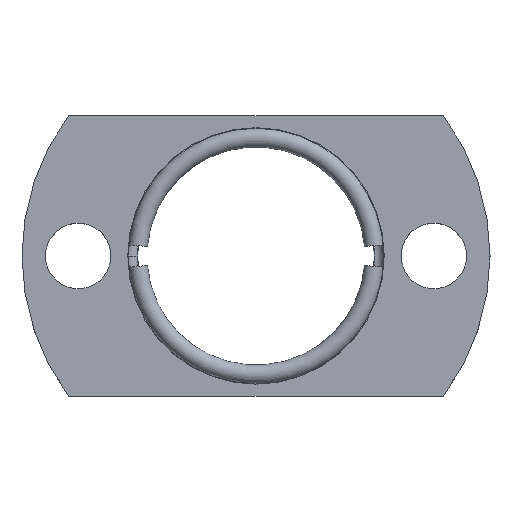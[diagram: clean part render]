
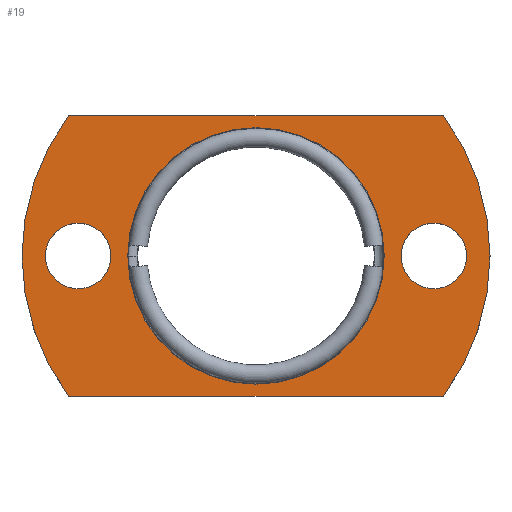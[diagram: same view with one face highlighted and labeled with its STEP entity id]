
A CAD part, top view. The second image highlights one B-rep face of the part: STEP entity #19.
In plain terms, the highlighted planar face has unit normal (0, 0, 1).
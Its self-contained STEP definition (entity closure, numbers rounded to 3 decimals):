
#7 = VERTEX_POINT ( 'NONE', #205 ) ;
#10 = DIRECTION ( 'NONE',  ( 0., 0., 1. ) ) ;
#12 = CIRCLE ( 'NONE', #145, 3.5 ) ;
#13 = CARTESIAN_POINT ( 'NONE',  ( -20., -15., 9.2 ) ) ;
#15 = DIRECTION ( 'NONE',  ( 1., 0., 0. ) ) ;
#19 = ADVANCED_FACE ( 'NONE', ( #528, #501, #905, #304 ), #426, .T. ) ;
#28 = CARTESIAN_POINT ( 'NONE',  ( 22.5, 0., 9.2 ) ) ;
#41 = AXIS2_PLACEMENT_3D ( 'NONE', #515, #84, #601 ) ;
#58 = CARTESIAN_POINT ( 'NONE',  ( 19., 0., 9.2 ) ) ;
#67 = AXIS2_PLACEMENT_3D ( 'NONE', #90, #460, #829 ) ;
#74 = ORIENTED_EDGE ( 'NONE', *, *, #150, .T. ) ;
#80 = AXIS2_PLACEMENT_3D ( 'NONE', #744, #294, #653 ) ;
#84 = DIRECTION ( 'NONE',  ( 0., 0., 1. ) ) ;
#86 = CARTESIAN_POINT ( 'NONE',  ( -19., 0., 9.2 ) ) ;
#87 = CIRCLE ( 'NONE', #41, 13.7 ) ;
#90 = CARTESIAN_POINT ( 'NONE',  ( 0., 0., 9.2 ) ) ;
#91 = VECTOR ( 'NONE', #15, 1000. ) ;
#112 = ORIENTED_EDGE ( 'NONE', *, *, #818, .F. ) ;
#123 = ORIENTED_EDGE ( 'NONE', *, *, #883, .T. ) ;
#130 = ORIENTED_EDGE ( 'NONE', *, *, #576, .F. ) ;
#132 = EDGE_LOOP ( 'NONE', ( #264, #577, #123, #509, #74 ) ) ;
#145 = AXIS2_PLACEMENT_3D ( 'NONE', #58, #796, #336 ) ;
#150 = EDGE_CURVE ( 'NONE', #588, #626, #592, .T. ) ;
#151 = CARTESIAN_POINT ( 'NONE',  ( -20., 15., 9.2 ) ) ;
#159 = ORIENTED_EDGE ( 'NONE', *, *, #443, .F. ) ;
#175 = ORIENTED_EDGE ( 'NONE', *, *, #754, .F. ) ;
#192 = CIRCLE ( 'NONE', #471, 25. ) ;
#193 = AXIS2_PLACEMENT_3D ( 'NONE', #483, #194, #858 ) ;
#194 = DIRECTION ( 'NONE',  ( 0., 0., 1. ) ) ;
#199 = VECTOR ( 'NONE', #217, 1000. ) ;
#205 = CARTESIAN_POINT ( 'NONE',  ( -22.5, 0., 9.2 ) ) ;
#213 = CARTESIAN_POINT ( 'NONE',  ( 20., -15., 9.2 ) ) ;
#217 = DIRECTION ( 'NONE',  ( -1., 0., 0. ) ) ;
#219 = ORIENTED_EDGE ( 'NONE', *, *, #419, .F. ) ;
#221 = VERTEX_POINT ( 'NONE', #314 ) ;
#223 = VERTEX_POINT ( 'NONE', #546 ) ;
#264 = ORIENTED_EDGE ( 'NONE', *, *, #268, .T. ) ;
#267 = VERTEX_POINT ( 'NONE', #845 ) ;
#268 = EDGE_CURVE ( 'NONE', #626, #267, #918, .T. ) ;
#275 = LINE ( 'NONE', #13, #91 ) ;
#294 = DIRECTION ( 'NONE',  ( 0., 0., 1. ) ) ;
#304 = FACE_BOUND ( 'NONE', #634, .T. ) ;
#313 = VERTEX_POINT ( 'NONE', #700 ) ;
#314 = CARTESIAN_POINT ( 'NONE',  ( -20., -15., 9.2 ) ) ;
#331 = EDGE_LOOP ( 'NONE', ( #581, #219 ) ) ;
#336 = DIRECTION ( 'NONE',  ( 1., 0., 0. ) ) ;
#350 = CIRCLE ( 'NONE', #580, 13.7 ) ;
#351 = CARTESIAN_POINT ( 'NONE',  ( 0., 0., 9.2 ) ) ;
#353 = DIRECTION ( 'NONE',  ( 0., 0., 1. ) ) ;
#362 = DIRECTION ( 'NONE',  ( 0., 0., 1. ) ) ;
#419 = EDGE_CURVE ( 'NONE', #506, #7, #809, .T. ) ;
#426 = PLANE ( 'NONE',  #193 ) ;
#428 = DIRECTION ( 'NONE',  ( 1., 0., 0. ) ) ;
#433 = CARTESIAN_POINT ( 'NONE',  ( 19., 0., 9.2 ) ) ;
#443 = EDGE_CURVE ( 'NONE', #475, #554, #12, .T. ) ;
#460 = DIRECTION ( 'NONE',  ( 0., 0., 1. ) ) ;
#465 = CARTESIAN_POINT ( 'NONE',  ( -15.5, 0., 9.2 ) ) ;
#471 = AXIS2_PLACEMENT_3D ( 'NONE', #351, #877, #428 ) ;
#475 = VERTEX_POINT ( 'NONE', #28 ) ;
#483 = CARTESIAN_POINT ( 'NONE',  ( 0., 0., 9.2 ) ) ;
#501 = FACE_BOUND ( 'NONE', #331, .T. ) ;
#506 = VERTEX_POINT ( 'NONE', #465 ) ;
#507 = DIRECTION ( 'NONE',  ( 1., 0., 0. ) ) ;
#508 = CARTESIAN_POINT ( 'NONE',  ( 15.5, 0., 9.2 ) ) ;
#509 = ORIENTED_EDGE ( 'NONE', *, *, #873, .T. ) ;
#515 = CARTESIAN_POINT ( 'NONE',  ( 0., 0., 9.2 ) ) ;
#528 = FACE_BOUND ( 'NONE', #721, .T. ) ;
#543 = DIRECTION ( 'NONE',  ( 0., 0., 1. ) ) ;
#546 = CARTESIAN_POINT ( 'NONE',  ( -13.7, 0., 9.2 ) ) ;
#554 = VERTEX_POINT ( 'NONE', #508 ) ;
#576 = EDGE_CURVE ( 'NONE', #313, #223, #87, .T. ) ;
#577 = ORIENTED_EDGE ( 'NONE', *, *, #718, .T. ) ;
#580 = AXIS2_PLACEMENT_3D ( 'NONE', #803, #353, #878 ) ;
#581 = ORIENTED_EDGE ( 'NONE', *, *, #583, .F. ) ;
#583 = EDGE_CURVE ( 'NONE', #7, #506, #850, .T. ) ;
#588 = VERTEX_POINT ( 'NONE', #671 ) ;
#592 = LINE ( 'NONE', #151, #199 ) ;
#601 = DIRECTION ( 'NONE',  ( 1., 0., 0. ) ) ;
#626 = VERTEX_POINT ( 'NONE', #897 ) ;
#634 = EDGE_LOOP ( 'NONE', ( #112, #159 ) ) ;
#653 = DIRECTION ( 'NONE',  ( 1., 0., 0. ) ) ;
#671 = CARTESIAN_POINT ( 'NONE',  ( 20., 15., 9.2 ) ) ;
#681 = CIRCLE ( 'NONE', #925, 25. ) ;
#696 = DIRECTION ( 'NONE',  ( 1., 0., 0. ) ) ;
#700 = CARTESIAN_POINT ( 'NONE',  ( 13.7, 0., 9.2 ) ) ;
#718 = EDGE_CURVE ( 'NONE', #267, #221, #192, .T. ) ;
#721 = EDGE_LOOP ( 'NONE', ( #130, #175 ) ) ;
#722 = AXIS2_PLACEMENT_3D ( 'NONE', #433, #10, #507 ) ;
#744 = CARTESIAN_POINT ( 'NONE',  ( -19., 0., 9.2 ) ) ;
#754 = EDGE_CURVE ( 'NONE', #223, #313, #350, .T. ) ;
#768 = AXIS2_PLACEMENT_3D ( 'NONE', #86, #543, #696 ) ;
#796 = DIRECTION ( 'NONE',  ( 0., 0., 1. ) ) ;
#803 = CARTESIAN_POINT ( 'NONE',  ( 0., 0., 9.2 ) ) ;
#809 = CIRCLE ( 'NONE', #768, 3.5 ) ;
#813 = CARTESIAN_POINT ( 'NONE',  ( 0., 0., 9.2 ) ) ;
#818 = EDGE_CURVE ( 'NONE', #554, #475, #929, .T. ) ;
#829 = DIRECTION ( 'NONE',  ( 1., 0., 0. ) ) ;
#845 = CARTESIAN_POINT ( 'NONE',  ( -25., 0., 9.2 ) ) ;
#850 = CIRCLE ( 'NONE', #80, 3.5 ) ;
#858 = DIRECTION ( 'NONE',  ( 1., 0., 0. ) ) ;
#860 = VERTEX_POINT ( 'NONE', #213 ) ;
#873 = EDGE_CURVE ( 'NONE', #860, #588, #681, .T. ) ;
#877 = DIRECTION ( 'NONE',  ( 0., 0., 1. ) ) ;
#878 = DIRECTION ( 'NONE',  ( 1., 0., 0. ) ) ;
#883 = EDGE_CURVE ( 'NONE', #221, #860, #275, .T. ) ;
#889 = DIRECTION ( 'NONE',  ( 1., 0., 0. ) ) ;
#897 = CARTESIAN_POINT ( 'NONE',  ( -20., 15., 9.2 ) ) ;
#905 = FACE_OUTER_BOUND ( 'NONE', #132, .T. ) ;
#918 = CIRCLE ( 'NONE', #67, 25. ) ;
#925 = AXIS2_PLACEMENT_3D ( 'NONE', #813, #362, #889 ) ;
#929 = CIRCLE ( 'NONE', #722, 3.5 ) ;
